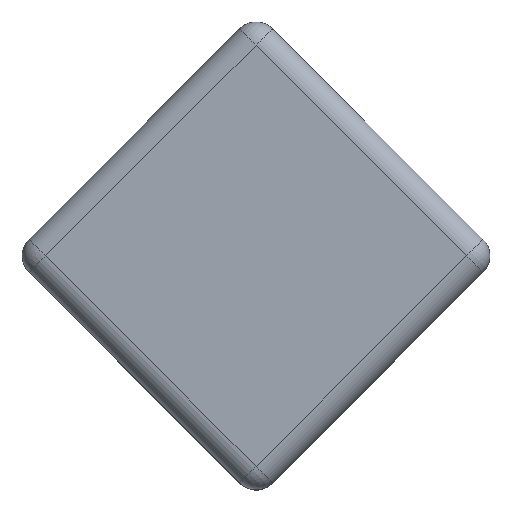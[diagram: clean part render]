
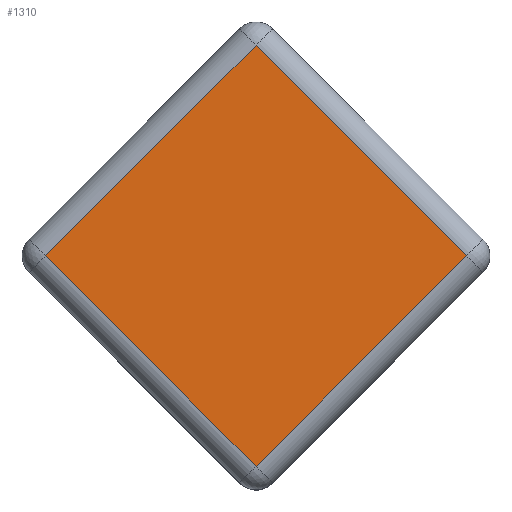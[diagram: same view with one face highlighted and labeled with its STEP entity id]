
A CAD part, top view. The second image highlights one B-rep face of the part: STEP entity #1310.
In plain terms, the highlighted planar face has unit normal (0, 0, 1).
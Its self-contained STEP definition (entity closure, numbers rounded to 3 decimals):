
#920=CARTESIAN_POINT('',(0.,0.,30.));
#930=DIRECTION('',(0.,0.,1.));
#940=DIRECTION('',(1.,0.,0.));
#950=AXIS2_PLACEMENT_3D('',#920,#930,#940);
#960=PLANE('',#950);
#970=CARTESIAN_POINT('',(18.031,0.,30.));
#980=DIRECTION('',(-0.707,-0.707,-0.));
#990=VECTOR('',#980,1.);
#1000=LINE('',#970,#990);
#1010=CARTESIAN_POINT('',(18.031,0.,30.));
#1020=VERTEX_POINT('',#1010);
#1030=CARTESIAN_POINT('',(0.,-18.031,30.));
#1040=VERTEX_POINT('',#1030);
#1050=EDGE_CURVE('',#1020,#1040,#1000,.T.);
#1060=ORIENTED_EDGE('',*,*,#1050,.F.);
#1070=CARTESIAN_POINT('',(-18.031,0.,30.));
#1080=DIRECTION('',(0.707,-0.707,0.));
#1090=VECTOR('',#1080,1.);
#1100=LINE('',#1070,#1090);
#1110=CARTESIAN_POINT('',(-18.031,0.,30.));
#1120=VERTEX_POINT('',#1110);
#1130=EDGE_CURVE('',#1120,#1040,#1100,.T.);
#1140=ORIENTED_EDGE('',*,*,#1130,.T.);
#1150=CARTESIAN_POINT('',(-18.031,0.,30.));
#1160=DIRECTION('',(-0.707,-0.707,0.));
#1170=VECTOR('',#1160,1.);
#1180=LINE('',#1150,#1170);
#1190=CARTESIAN_POINT('',(0.,18.031,30.));
#1200=VERTEX_POINT('',#1190);
#1210=EDGE_CURVE('',#1200,#1120,#1180,.T.);
#1220=ORIENTED_EDGE('',*,*,#1210,.T.);
#1230=CARTESIAN_POINT('',(18.031,0.,30.));
#1240=DIRECTION('',(0.707,-0.707,-0.));
#1250=VECTOR('',#1240,1.);
#1260=LINE('',#1230,#1250);
#1270=EDGE_CURVE('',#1200,#1020,#1260,.T.);
#1280=ORIENTED_EDGE('',*,*,#1270,.F.);
#1290=EDGE_LOOP('',(#1280,#1220,#1140,#1060));
#1300=FACE_OUTER_BOUND('',#1290,.T.);
#1310=ADVANCED_FACE('',(#1300),#960,.T.);
